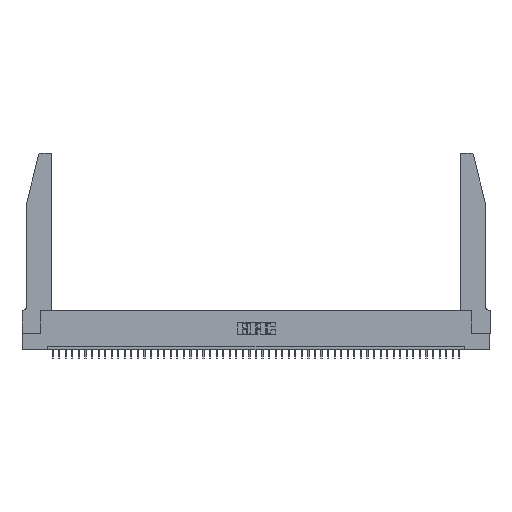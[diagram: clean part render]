
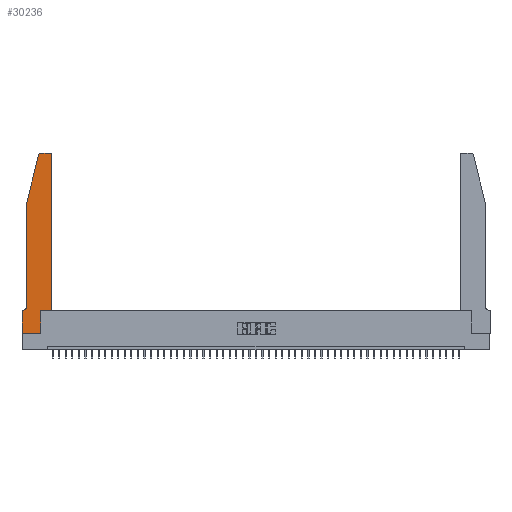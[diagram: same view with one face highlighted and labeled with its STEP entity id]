
A CAD part, top view. The second image highlights one B-rep face of the part: STEP entity #30236.
In plain terms, the highlighted planar face has unit normal (0, 0, 1).
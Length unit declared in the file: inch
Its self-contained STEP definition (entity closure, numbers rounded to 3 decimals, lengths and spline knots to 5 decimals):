
#665 = DIRECTION ( 'NONE',  ( 1., 0., 0. ) ) ;
#1000 = VECTOR ( 'NONE', #46692, 39.37008 ) ;
#1536 = AXIS2_PLACEMENT_3D ( 'NONE', #21114, #36340, #33102 ) ;
#1988 = DIRECTION ( 'NONE',  ( 1., 0., 0. ) ) ;
#3855 = CARTESIAN_POINT ( 'NONE',  ( 0.2865, 0.35, 0.37 ) ) ;
#4720 = CARTESIAN_POINT ( 'NONE',  ( 0.0055, 0.35, 0.37 ) ) ;
#5462 = ORIENTED_EDGE ( 'NONE', *, *, #23460, .T. ) ;
#5775 = CARTESIAN_POINT ( 'NONE',  ( 0.0755, 0.35, 0.37 ) ) ;
#6983 = ORIENTED_EDGE ( 'NONE', *, *, #15148, .T. ) ;
#7025 = ORIENTED_EDGE ( 'NONE', *, *, #23458, .T. ) ;
#7104 = DIRECTION ( 'NONE',  ( 0., 0., 1. ) ) ;
#7266 = EDGE_LOOP ( 'NONE', ( #13767, #10190, #42451, #10416, #13387, #5462, #9367, #13847, #34910, #44290, #6983, #7025 ) ) ;
#7663 = AXIS2_PLACEMENT_3D ( 'NONE', #41311, #7104, #22306 ) ;
#8088 = CARTESIAN_POINT ( 'NONE',  ( 0.4505, 0.35, 0.37 ) ) ;
#8451 = CARTESIAN_POINT ( 'NONE',  ( 0.4505, 0.35, 0.37 ) ) ;
#8801 = DIRECTION ( 'NONE',  ( -1., 0., 0. ) ) ;
#9367 = ORIENTED_EDGE ( 'NONE', *, *, #25685, .T. ) ;
#9379 = CARTESIAN_POINT ( 'NONE',  ( 0.4205, 2.75, 0.37 ) ) ;
#9787 = CARTESIAN_POINT ( 'NONE',  ( 0.4205, 2.72, 0.37 ) ) ;
#9869 = VECTOR ( 'NONE', #8801, 39.37008 ) ;
#10190 = ORIENTED_EDGE ( 'NONE', *, *, #25775, .T. ) ;
#10416 = ORIENTED_EDGE ( 'NONE', *, *, #22358, .T. ) ;
#10613 = EDGE_CURVE ( 'NONE', #35818, #41695, #16497, .T. ) ;
#11121 = PLANE ( 'NONE',  #7663 ) ;
#11510 = CARTESIAN_POINT ( 'NONE',  ( 0.2865, 0., 0.37 ) ) ;
#12550 = CIRCLE ( 'NONE', #42119, 0.03 ) ;
#12585 = LINE ( 'NONE', #5775, #9869 ) ;
#13075 = DIRECTION ( 'NONE',  ( 1., 0., 0. ) ) ;
#13366 = VECTOR ( 'NONE', #13075, 39.37008 ) ;
#13387 = ORIENTED_EDGE ( 'NONE', *, *, #17847, .T. ) ;
#13767 = ORIENTED_EDGE ( 'NONE', *, *, #10613, .T. ) ;
#13847 = ORIENTED_EDGE ( 'NONE', *, *, #24744, .T. ) ;
#13942 = DIRECTION ( 'NONE',  ( 0., -1., 0. ) ) ;
#13950 = LINE ( 'NONE', #48157, #39708 ) ;
#14372 = EDGE_CURVE ( 'NONE', #28758, #43143, #26918, .T. ) ;
#14662 = CARTESIAN_POINT ( 'NONE',  ( 0., 0., 0.37 ) ) ;
#15148 = EDGE_CURVE ( 'NONE', #43143, #21384, #22792, .T. ) ;
#15626 = CARTESIAN_POINT ( 'NONE',  ( 0.0755, 2., 0.37 ) ) ;
#15707 = CARTESIAN_POINT ( 'NONE',  ( 0.4505, 0.35, 0.37 ) ) ;
#16497 = LINE ( 'NONE', #20200, #23984 ) ;
#16766 = CIRCLE ( 'NONE', #1536, 0.07 ) ;
#17847 = EDGE_CURVE ( 'NONE', #42209, #20284, #16766, .T. ) ;
#20136 = VERTEX_POINT ( 'NONE', #11510 ) ;
#20200 = CARTESIAN_POINT ( 'NONE',  ( 0.2605, 2.75, 0.37 ) ) ;
#20284 = VERTEX_POINT ( 'NONE', #4720 ) ;
#21114 = CARTESIAN_POINT ( 'NONE',  ( 0.0055, 0.42, 0.37 ) ) ;
#21384 = VERTEX_POINT ( 'NONE', #40731 ) ;
#22306 = DIRECTION ( 'NONE',  ( 1., 0., 0. ) ) ;
#22358 = EDGE_CURVE ( 'NONE', #26671, #42209, #23326, .T. ) ;
#22361 = DIRECTION ( 'NONE',  ( 1., 0., 0. ) ) ;
#22792 = LINE ( 'NONE', #8088, #30131 ) ;
#23326 = LINE ( 'NONE', #15626, #24904 ) ;
#23458 = EDGE_CURVE ( 'NONE', #21384, #35818, #33734, .T. ) ;
#23460 = EDGE_CURVE ( 'NONE', #20284, #25227, #12585, .T. ) ;
#23984 = VECTOR ( 'NONE', #47464, 39.37008 ) ;
#24744 = EDGE_CURVE ( 'NONE', #48414, #20136, #47282, .T. ) ;
#24904 = VECTOR ( 'NONE', #29857, 39.37008 ) ;
#25227 = VERTEX_POINT ( 'NONE', #44474 ) ;
#25685 = EDGE_CURVE ( 'NONE', #25227, #48414, #29382, .T. ) ;
#25775 = EDGE_CURVE ( 'NONE', #41695, #26208, #12550, .T. ) ;
#26072 = FACE_OUTER_BOUND ( 'NONE', #7266, .T. ) ;
#26208 = VERTEX_POINT ( 'NONE', #45811 ) ;
#26671 = VERTEX_POINT ( 'NONE', #39383 ) ;
#26918 = LINE ( 'NONE', #15707, #35609 ) ;
#26921 = CARTESIAN_POINT ( 'NONE',  ( 0.284, 2.75, 0.37 ) ) ;
#28758 = VERTEX_POINT ( 'NONE', #3855 ) ;
#29382 = LINE ( 'NONE', #14662, #42077 ) ;
#29857 = DIRECTION ( 'NONE',  ( 0., -1., 0. ) ) ;
#30131 = VECTOR ( 'NONE', #38015, 39.37008 ) ;
#30236 = ADVANCED_FACE ( 'NONE', ( #26072 ), #11121, .T. ) ;
#30561 = AXIS2_PLACEMENT_3D ( 'NONE', #9787, #44011, #1988 ) ;
#31164 = LINE ( 'NONE', #38382, #1000 ) ;
#31756 = CARTESIAN_POINT ( 'NONE',  ( 0., 0., 0.37 ) ) ;
#32389 = DIRECTION ( 'NONE',  ( -0.239, -0.971, 0. ) ) ;
#33102 = DIRECTION ( 'NONE',  ( -1., 0., 0. ) ) ;
#33734 = CIRCLE ( 'NONE', #30561, 0.03 ) ;
#34910 = ORIENTED_EDGE ( 'NONE', *, *, #48535, .T. ) ;
#35609 = VECTOR ( 'NONE', #665, 39.37008 ) ;
#35818 = VERTEX_POINT ( 'NONE', #9379 ) ;
#36340 = DIRECTION ( 'NONE',  ( 0., 0., -1. ) ) ;
#38015 = DIRECTION ( 'NONE',  ( 0., 1., 0. ) ) ;
#38382 = CARTESIAN_POINT ( 'NONE',  ( 0.2865, 0.35, 0.37 ) ) ;
#39383 = CARTESIAN_POINT ( 'NONE',  ( 0.0755, 2., 0.37 ) ) ;
#39708 = VECTOR ( 'NONE', #32389, 39.37008 ) ;
#40731 = CARTESIAN_POINT ( 'NONE',  ( 0.4505, 2.72, 0.37 ) ) ;
#41311 = CARTESIAN_POINT ( 'NONE',  ( 0., 0.35, 0.37 ) ) ;
#41695 = VERTEX_POINT ( 'NONE', #26921 ) ;
#42077 = VECTOR ( 'NONE', #13942, 39.37008 ) ;
#42098 = DIRECTION ( 'NONE',  ( 0., 0., 1. ) ) ;
#42119 = AXIS2_PLACEMENT_3D ( 'NONE', #49370, #42098, #22361 ) ;
#42209 = VERTEX_POINT ( 'NONE', #47123 ) ;
#42451 = ORIENTED_EDGE ( 'NONE', *, *, #46902, .T. ) ;
#43143 = VERTEX_POINT ( 'NONE', #8451 ) ;
#44011 = DIRECTION ( 'NONE',  ( 0., 0., 1. ) ) ;
#44290 = ORIENTED_EDGE ( 'NONE', *, *, #14372, .T. ) ;
#44474 = CARTESIAN_POINT ( 'NONE',  ( 0., 0.35, 0.37 ) ) ;
#45224 = CARTESIAN_POINT ( 'NONE',  ( 0., 0., 0.37 ) ) ;
#45811 = CARTESIAN_POINT ( 'NONE',  ( 0.25487, 2.72718, 0.37 ) ) ;
#46692 = DIRECTION ( 'NONE',  ( 0., 1., 0. ) ) ;
#46902 = EDGE_CURVE ( 'NONE', #26208, #26671, #13950, .T. ) ;
#47123 = CARTESIAN_POINT ( 'NONE',  ( 0.0755, 0.42, 0.37 ) ) ;
#47282 = LINE ( 'NONE', #31756, #13366 ) ;
#47464 = DIRECTION ( 'NONE',  ( -1., 0., 0. ) ) ;
#48157 = CARTESIAN_POINT ( 'NONE',  ( 0.0755, 2., 0.37 ) ) ;
#48414 = VERTEX_POINT ( 'NONE', #45224 ) ;
#48535 = EDGE_CURVE ( 'NONE', #20136, #28758, #31164, .T. ) ;
#49370 = CARTESIAN_POINT ( 'NONE',  ( 0.284, 2.72, 0.37 ) ) ;
